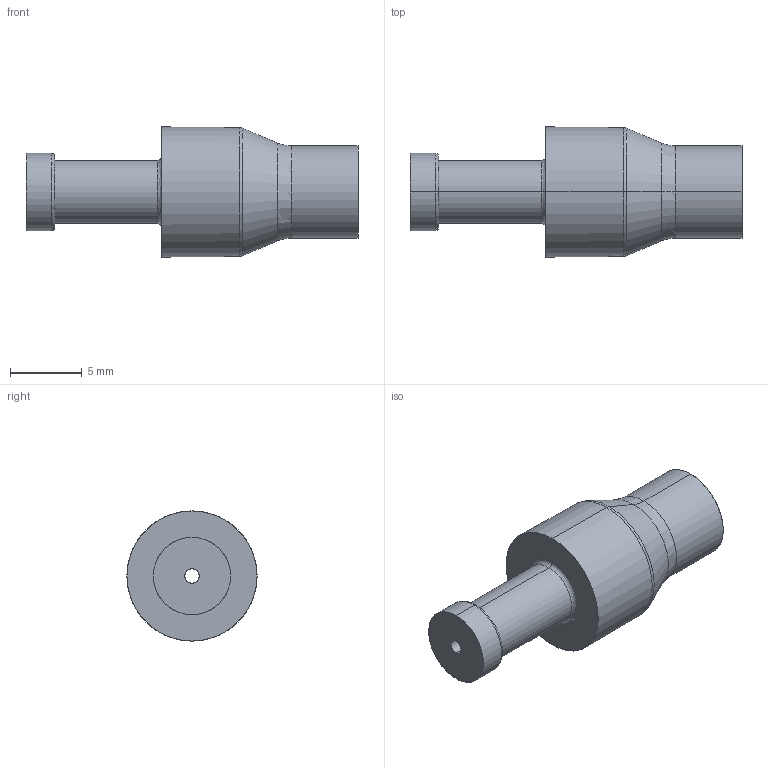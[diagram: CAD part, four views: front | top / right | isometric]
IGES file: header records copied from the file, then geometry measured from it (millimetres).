
Start section: SolidWorks IGES file using analytic representation for surfaces
Global section: file name: Douille-b_i5568piston_rev1-machined.IGS; native system: SolidWorks 2017; preprocessor: SolidWorks 2017; author: CRACK; date: 201013.225539; units: millimetre
Bounding box: 23.2 x 9.1 x 9.1 mm (x, y, z)
Surface area: 761.9 mm2 (no closed solid volume)
Topology: 0 solids, 0 shells, 34 faces, 360 edges, 360 vertices
Faces by surface type: revolution 22, bspline 12
